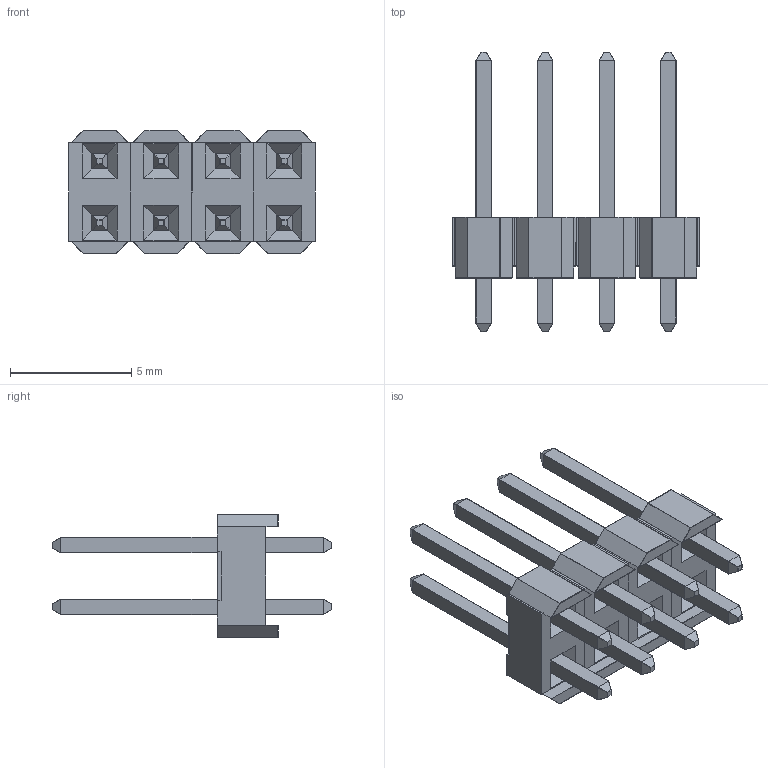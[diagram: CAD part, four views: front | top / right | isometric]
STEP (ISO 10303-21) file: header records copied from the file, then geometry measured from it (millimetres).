
FILE_DESCRIPTION (( 'STEP AP214' ), '1' );
FILE_NAME ('header-2.54-2x4.STEP', '2021-07-10T12:38:13', ( '' ), ( '' ), 'SwSTEP 2.0', 'SolidWorks 2021', '' );
FILE_SCHEMA (( 'AUTOMOTIVE_DESIGN' ));
Length unit declared in the file: millimetre
Products named in the file (3): header-2.54-pin_默认; header-2.54-body2_默认; header-2.54-2x4
Assembly tree (12 placements, depth 2):
  header-2.54-2x4
    header-2.54-body2_默认  x4
    header-2.54-pin_默认  x8
Bounding box: 10.16 x 11.5 x 5.08 mm (x, y, z)
Volume: 128.9 mm3; surface area: 494.2 mm2
Topology: 12 solids, 12 shells, 680 faces, 1592 edges, 928 vertices
Faces by surface type: cylinder 288, plane 280, sphere 96, torus 16
Entity records: 3762 total; most frequent: CARTESIAN_POINT 715, DIRECTION 630, ORIENTED_EDGE 600, EDGE_CURVE 300, AXIS2_PLACEMENT_3D 219, VECTOR 192, LINE 192, VERTEX_POINT 176
